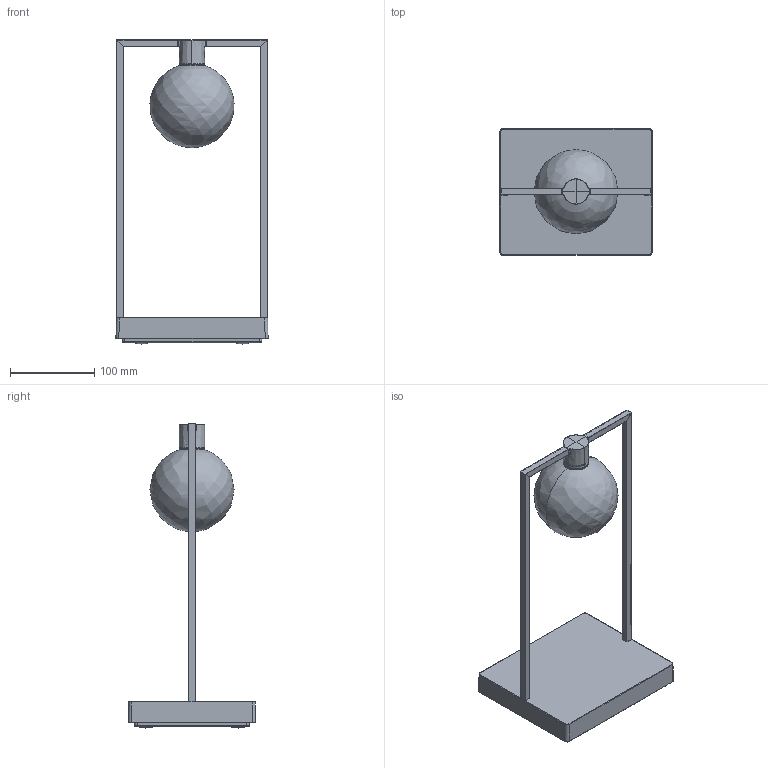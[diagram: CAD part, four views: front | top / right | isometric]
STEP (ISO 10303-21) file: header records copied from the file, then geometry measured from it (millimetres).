
FILE_DESCRIPTION(/* description */ (''),/* implementation_level */ '2;1');
FILE_NAME(/* name */ 'Curiosity 36 sfera',/* time_stamp */ '2020-10-08T11:18:01+02:00',/* author */ (''),/* organization */ (''),/* preprocessor_version */ 'ST-DEVELOPER v15',/* originating_system */ '',/* authorisation */ '');
FILE_SCHEMA (('AUTOMOTIVE_DESIGN'));
Length unit declared in the file: millimetre
Products named in the file (1): Document
Bounding box: 180.86 x 150.86 x 361.5 mm (x, y, z)
Volume: 898910.1 mm3; surface area: 184930.4 mm2
Topology: 9 solids, 9 shells, 265 faces, 641 edges, 389 vertices
Faces by surface type: bspline 167, plane 98
Entity records: 11798 total; most frequent: CARTESIAN_POINT 7942, ORIENTED_EDGE 1258, EDGE_CURVE 629, VERTEX_POINT 389, B_SPLINE_CURVE_WITH_KNOTS 343, EDGE_LOOP 284, ADVANCED_FACE 265, FACE_OUTER_BOUND 265
